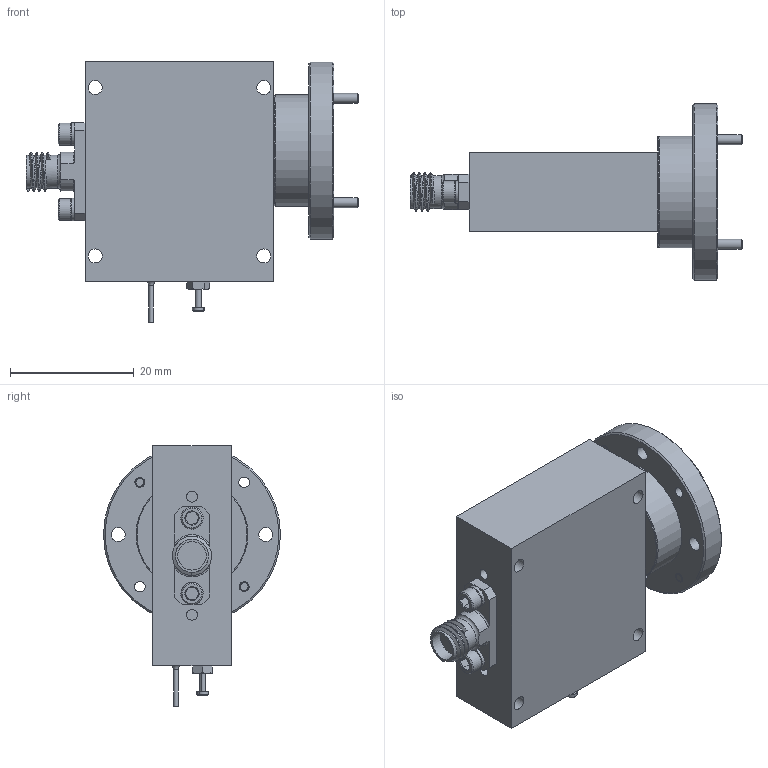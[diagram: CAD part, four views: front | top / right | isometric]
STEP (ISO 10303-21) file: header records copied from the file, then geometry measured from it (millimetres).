
FILE_DESCRIPTION (( 'STEP AP203' ), '1' );
FILE_NAME ('BU-SU-A-3-2CW.STEP', '2026-01-19T19:11:16', ( '' ), ( '' ), 'SwSTEP 2.0', 'SolidWorks 2021', '' );
FILE_SCHEMA (( 'CONFIG_CONTROL_DESIGN' ));
Length unit declared in the file: inch
Products named in the file (10): PHW-LWXXXX-Y_PHW-LW0202-SC; PEP-GL0256-2, df; BU-SU-A-3-2CW; PHW-SCXXXX-Y DF_PHW-SC0213-1; DMUC-WC-317-1; PHW-FHXXXX-Y DF_PHW-FH0013-1; DMUF-22-151-A1, df; PEP-FP30625-SE1, df; DMBX-WG-321-2, df; 0.625L, 2-HOLE FLANGE, FEMALE
Assembly tree (16 placements, depth 2):
  BU-SU-A-3-2CW
    DMBX-WG-321-2, df
    DMUC-WC-317-1
    PHW-FHXXXX-Y DF_PHW-FH0013-1  x4
    PEP-GL0256-2, df
    PEP-FP30625-SE1, df
    PHW-SCXXXX-Y DF_PHW-SC0213-1  x4
    PHW-LWXXXX-Y_PHW-LW0202-SC  x2
    0.625L, 2-HOLE FLANGE, FEMALE
    DMUF-22-151-A1, df
Bounding box: 53.58 x 28.57 x 42.09 mm (x, y, z)
Volume: 17082.8 mm3; surface area: 9729.2 mm2
Topology: 19 solids, 27 shells, 446 faces, 1012 edges, 647 vertices
Faces by surface type: plane 219, cylinder 149, cone 71, torus 4, bspline 3
Full cylindrical faces by diameter (mm): 0.762 x1, 1.524 x4, 1.562 x2, 1.587 x6, 1.588 x4, 1.702 x2, 1.778 x13, 2.184 x4, 2.261 x8, 2.438 x2, 2.54 x8, 2.642 x2, 3.556 x8, 3.962 x1, 4.064 x8, 4.602 x1, 4.902 x1, 5.334 x4, 17.78 x1, 18.034 x1, 28.575 x1
Entity records: 9894 total; most frequent: CARTESIAN_POINT 2286, DIRECTION 1411, ORIENTED_EDGE 1092, AXIS2_PLACEMENT_3D 607, EDGE_CURVE 546, EDGE_LOOP 459, VERTEX_POINT 405, FACE_OUTER_BOUND 373
